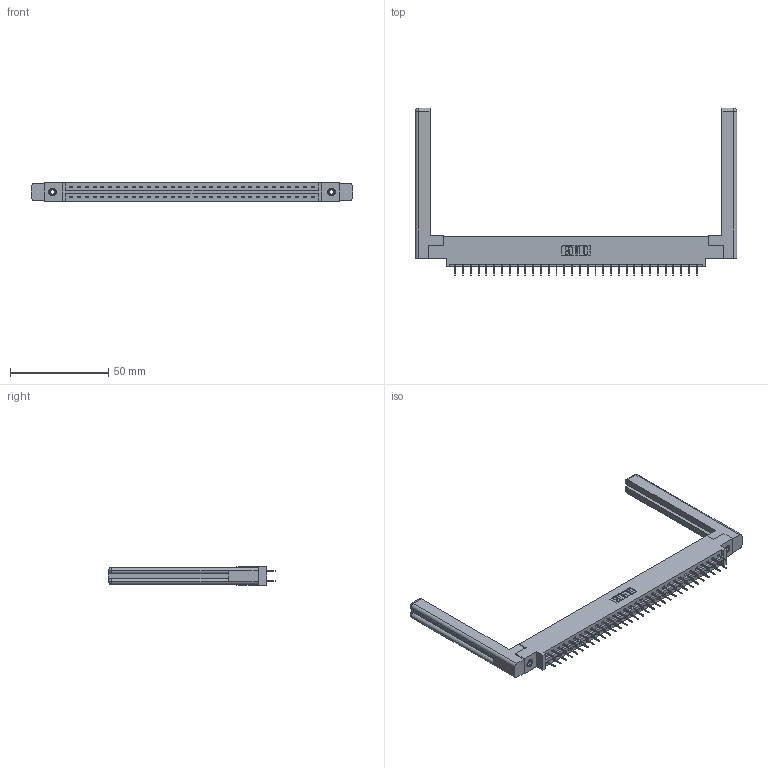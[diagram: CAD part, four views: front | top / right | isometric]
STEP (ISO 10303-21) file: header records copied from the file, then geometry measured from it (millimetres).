
FILE_DESCRIPTION (( 'STEP AP203' ), '1' );
FILE_NAME ('387-064-524-858.STEP', '2019-10-19T16:34:48', ( '' ), ( '' ), 'SwSTEP 2.0', 'SolidWorks 2016', '' );
FILE_SCHEMA (( 'CONFIG_CONTROL_DESIGN' ));
Length unit declared in the file: inch
Products named in the file (5): 337 Part_0.170 Offset - 0.156 Dia-TI; 345-292-001_345-293-124; 345-250-001_345-250-001-102; 307-220-058; 387-064-524-858
Assembly tree (69 placements, depth 2):
  387-064-524-858
    337 Part_0.170 Offset - 0.156 Dia-TI
    345-292-001_345-293-124  x64
    345-250-001_345-250-001-102  x2
    307-220-058  x2
Bounding box: 163.42 x 85.1 x 9.4 mm (x, y, z)
Volume: 24017.8 mm3; surface area: 23835.2 mm2
Topology: 69 solids, 69 shells, 3972 faces, 11237 edges, 7222 vertices
Faces by surface type: plane 2974, cylinder 974, cone 12, torus 12
Entity records: 28944 total; most frequent: CARTESIAN_POINT 4893, ORIENTED_EDGE 4768, DIRECTION 4196, EDGE_CURVE 2384, VECTOR 2212, LINE 2212, VERTEX_POINT 1578, AXIS2_PLACEMENT_3D 992
